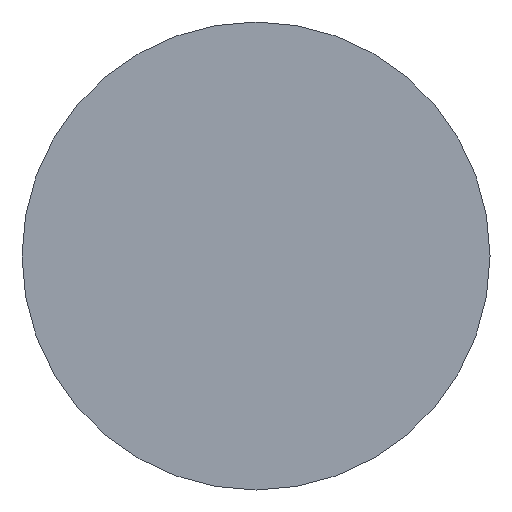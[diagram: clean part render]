
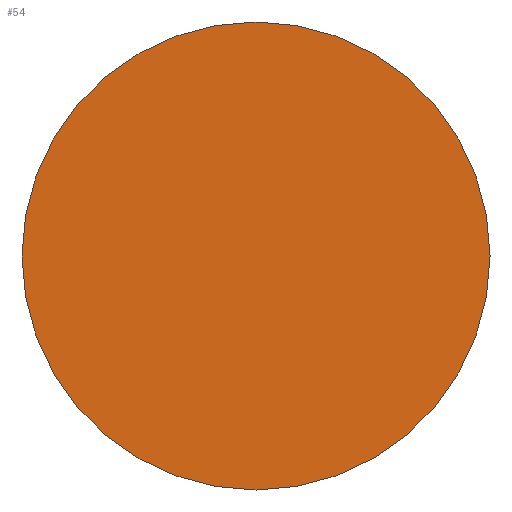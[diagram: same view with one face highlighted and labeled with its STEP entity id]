
A CAD part, front view. The second image highlights one B-rep face of the part: STEP entity #54.
In plain terms, the highlighted planar face has unit normal (0, -1, 0).
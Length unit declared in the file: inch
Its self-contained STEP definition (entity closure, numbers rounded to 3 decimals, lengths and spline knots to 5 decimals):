
#54 = ADVANCED_FACE ( 'NONE', ( #133 ), #160, .T. ) ;
#62 = CARTESIAN_POINT ( 'NONE',  ( 0., 0., 0. ) ) ;
#79 = ORIENTED_EDGE ( 'NONE', *, *, #189, .T. ) ;
#85 = VERTEX_POINT ( 'NONE', #102 ) ;
#89 = EDGE_CURVE ( 'NONE', #277, #85, #330, .T. ) ;
#102 = CARTESIAN_POINT ( 'NONE',  ( 0., 0., 0.09375 ) ) ;
#133 = FACE_OUTER_BOUND ( 'NONE', #253, .T. ) ;
#152 = ORIENTED_EDGE ( 'NONE', *, *, #89, .T. ) ;
#159 = CARTESIAN_POINT ( 'NONE',  ( 0., 0., 0. ) ) ;
#160 = PLANE ( 'NONE',  #369 ) ;
#171 = DIRECTION ( 'NONE',  ( 0., 0., -1. ) ) ;
#189 = EDGE_CURVE ( 'NONE', #85, #277, #201, .T. ) ;
#201 = CIRCLE ( 'NONE', #374, 0.09375 ) ;
#204 = DIRECTION ( 'NONE',  ( 0., -1., 0. ) ) ;
#249 = CARTESIAN_POINT ( 'NONE',  ( 0., 0., -0.09375 ) ) ;
#253 = EDGE_LOOP ( 'NONE', ( #152, #79 ) ) ;
#263 = DIRECTION ( 'NONE',  ( 0., 0., -1. ) ) ;
#277 = VERTEX_POINT ( 'NONE', #249 ) ;
#305 = DIRECTION ( 'NONE',  ( 0., -1., 0. ) ) ;
#306 = CARTESIAN_POINT ( 'NONE',  ( 0., 0., 0. ) ) ;
#330 = CIRCLE ( 'NONE', #354, 0.09375 ) ;
#354 = AXIS2_PLACEMENT_3D ( 'NONE', #62, #204, #171 ) ;
#369 = AXIS2_PLACEMENT_3D ( 'NONE', #306, #443, #384 ) ;
#374 = AXIS2_PLACEMENT_3D ( 'NONE', #159, #305, #263 ) ;
#384 = DIRECTION ( 'NONE',  ( 0., 0., -1. ) ) ;
#443 = DIRECTION ( 'NONE',  ( 0., -1., 0. ) ) ;
